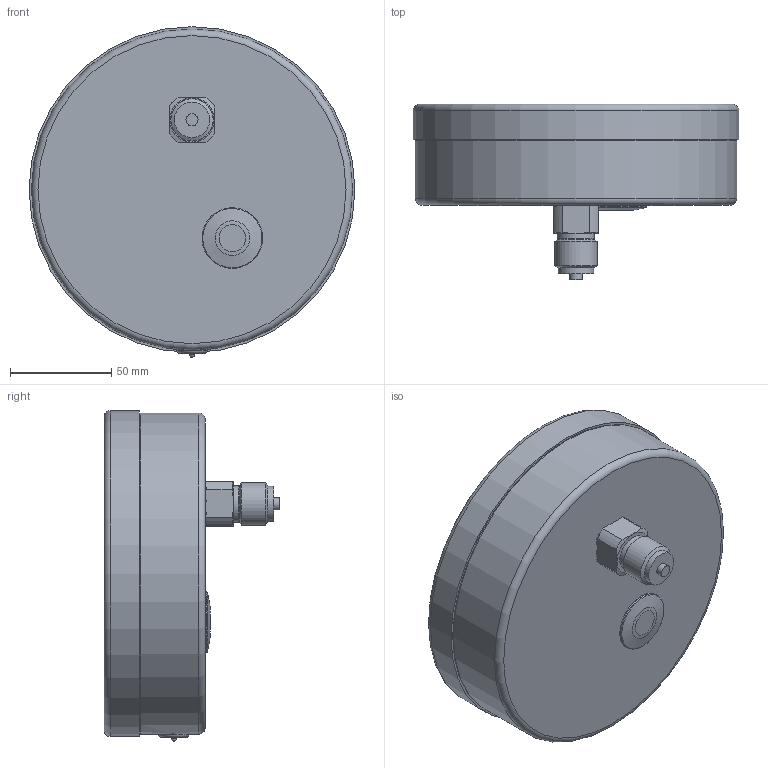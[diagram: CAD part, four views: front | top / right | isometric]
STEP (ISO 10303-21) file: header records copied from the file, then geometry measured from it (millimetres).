
FILE_DESCRIPTION(/* description */ (''),/* implementation_level */ '2;1');
FILE_NAME(/* name */ 'RF160Ch_D412_852XX412.stp',/* time_stamp */ '2018-01-30T12:50:45+01:00',/* author */ ('acgl'),/* organization */ (''),/* preprocessor_version */ 'ST-DEVELOPER v15.6',/* originating_system */ 'Autodesk Inventor 2015',/* authorisation */ '');
FILE_SCHEMA (('AUTOMOTIVE_DESIGN { 1 0 10303 214 3 1 1 }'));
Length unit declared in the file: centimetre
Products named in the file (1): RF160Ch_D412_852XX412
Bounding box: 161.3 x 87 x 163.65 mm (x, y, z)
Volume: 961654.9 mm3; surface area: 68172.8 mm2
Topology: 1 solids, 1 shells, 50 faces, 109 edges, 67 vertices
Faces by surface type: cylinder 18, plane 17, cone 7, torus 6, bspline 1, sphere 1
Full cylindrical faces by diameter (mm): 2.5 x1, 6 x1, 15 x1, 17.5 x1, 18 x1, 20.96 x1, 30 x1, 159 x1, 161.3 x1
Entity records: 1408 total; most frequent: CARTESIAN_POINT 290, DIRECTION 223, ORIENTED_EDGE 176, AXIS2_PLACEMENT_3D 99, EDGE_CURVE 86, EDGE_LOOP 75, VERTEX_POINT 63, STYLED_ITEM 51
